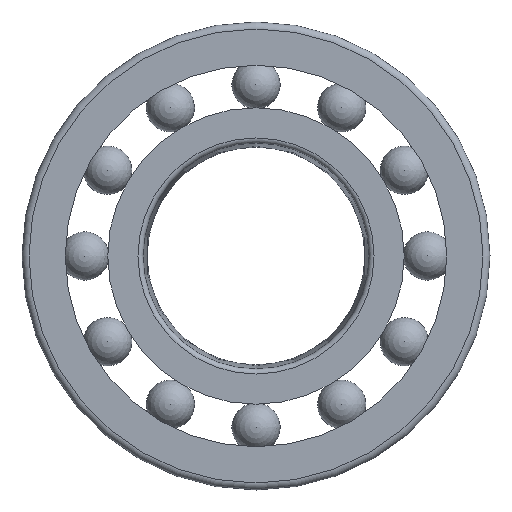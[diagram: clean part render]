
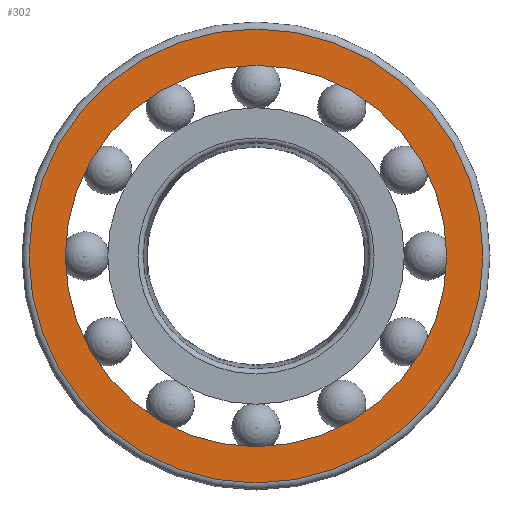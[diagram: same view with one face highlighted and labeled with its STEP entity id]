
A CAD part, left-side view. The second image highlights one B-rep face of the part: STEP entity #302.
In plain terms, the highlighted planar face has unit normal (-1, 0, 0).
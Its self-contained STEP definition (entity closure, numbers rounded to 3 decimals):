
#162=ORIENTED_EDGE('',*,*,#184,.T.);
#163=ORIENTED_EDGE('',*,*,#185,.F.);
#184=EDGE_CURVE('',#200,#200,#217,.T.);
#185=EDGE_CURVE('',#201,#201,#218,.T.);
#200=VERTEX_POINT('',#559);
#201=VERTEX_POINT('',#561);
#217=CIRCLE('',#368,57.048);
#218=CIRCLE('',#369,67.9);
#243=EDGE_LOOP('',(#162));
#244=EDGE_LOOP('',(#163));
#275=FACE_BOUND('',#243,.T.);
#276=FACE_BOUND('',#244,.T.);
#290=PLANE('',#367);
#302=ADVANCED_FACE('',(#275,#276),#290,.T.);
#367=AXIS2_PLACEMENT_3D('',#557,#449,#450);
#368=AXIS2_PLACEMENT_3D('',#558,#451,#452);
#369=AXIS2_PLACEMENT_3D('',#560,#453,#454);
#449=DIRECTION('',(-1.,0.,0.));
#450=DIRECTION('',(0.,0.,1.));
#451=DIRECTION('',(1.,0.,0.));
#452=DIRECTION('',(0.,0.,-1.));
#453=DIRECTION('',(1.,0.,0.));
#454=DIRECTION('',(0.,0.,-1.));
#557=CARTESIAN_POINT('',(0.,67.9,0.));
#558=CARTESIAN_POINT('',(0.,0.,0.));
#559=CARTESIAN_POINT('',(0.,0.,-57.048));
#560=CARTESIAN_POINT('',(0.,0.,0.));
#561=CARTESIAN_POINT('',(0.,0.,-67.9));
